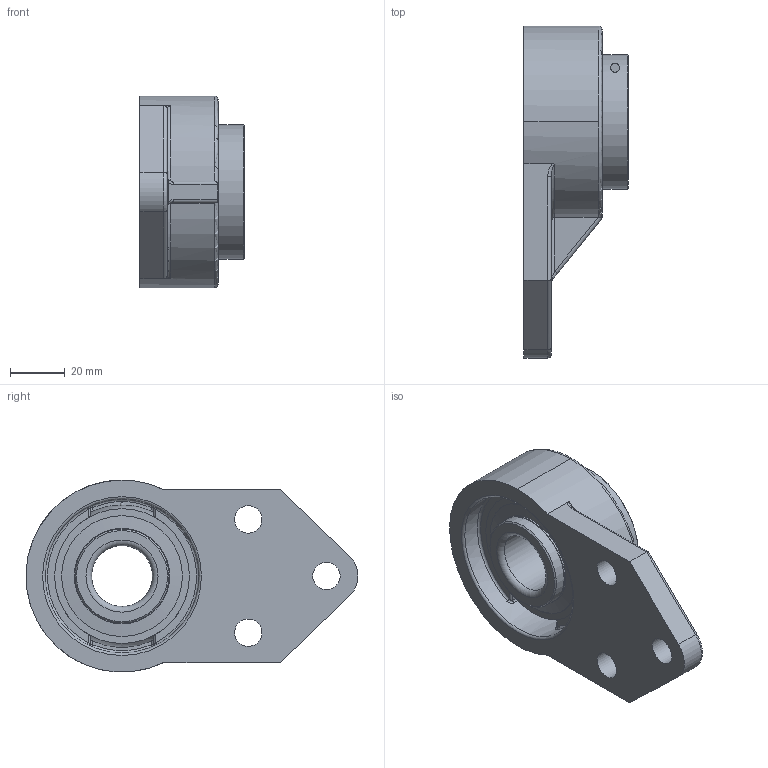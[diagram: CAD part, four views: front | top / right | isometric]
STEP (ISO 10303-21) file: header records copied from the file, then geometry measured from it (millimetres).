
FILE_DESCRIPTION(('HOOPS Exchange Step'),'2;1');
FILE_NAME('export-E71B27C5-E5C5-42F5-A0B5-9931403BDF66.stp','2020-05-27T11:23:13-07:00',('dkerr'),('Alibre'),'HOOPS Exchange 2020.0','Alibre','Unknown authorisation');
FILE_SCHEMA( ('AP242_MANAGED_MODEL_BASED_3D_ENGINEERING_MIM_LF {1 0 10303 442 1 1 4 }') );
Length unit declared in the file: inch
Products named in the file (8): MRN SFBM 205 L4L; MRN SUE 205-14 L4L (0.875) (Race); MRN SUE 205 L4L (Ball); MRN SUE 205 L4L (Shield); MRN SUE 205 L4L (Lock Ring); MRN SUE 205 L4L (Bolt); MRN SUE 205-14 L4L (0.875); MRN SUESFBM 205-14 L4L (0.875inch)
Assembly tree (7 placements, depth 3):
  MRN SUESFBM 205-14 L4L (0.875inch)
    MRN SFBM 205 L4L
    MRN SUE 205-14 L4L (0.875)
      MRN SUE 205-14 L4L (0.875) (Race)
      MRN SUE 205 L4L (Ball)
      MRN SUE 205 L4L (Shield)
      MRN SUE 205 L4L (Lock Ring)
      MRN SUE 205 L4L (Bolt)
Bounding box: 38 x 120.98 x 69.93 mm (x, y, z)
Volume: 108381.1 mm3; surface area: 45005.2 mm2
Topology: 16 solids, 16 shells, 213 faces, 586 edges, 384 vertices
Faces by surface type: plane 67, cylinder 65, torus 28, cone 27, sphere 16, bspline 10
Full cylindrical faces by diameter (mm): 3.242 x2, 4 x1, 7 x1, 10 x3, 22.225 x1, 34.225 x4, 34.733 x2, 44 x4, 56.126 x1, 60.25 x1
Entity records: 11485 total; most frequent: CARTESIAN_POINT 5925, DIRECTION 1149, ORIENTED_EDGE 1118, EDGE_CURVE 559, AXIS2_PLACEMENT_3D 481, VERTEX_POINT 384, CIRCLE 245, EDGE_LOOP 239
